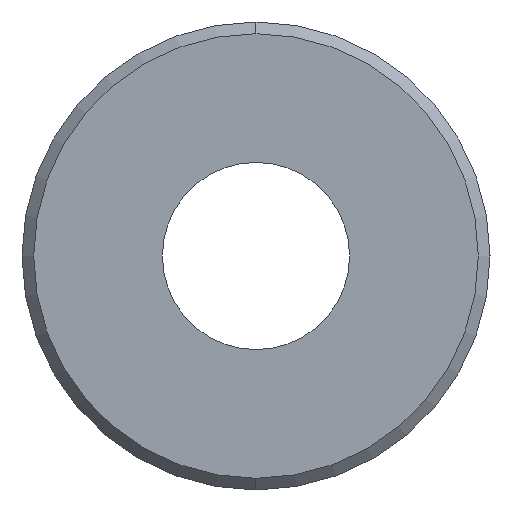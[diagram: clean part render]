
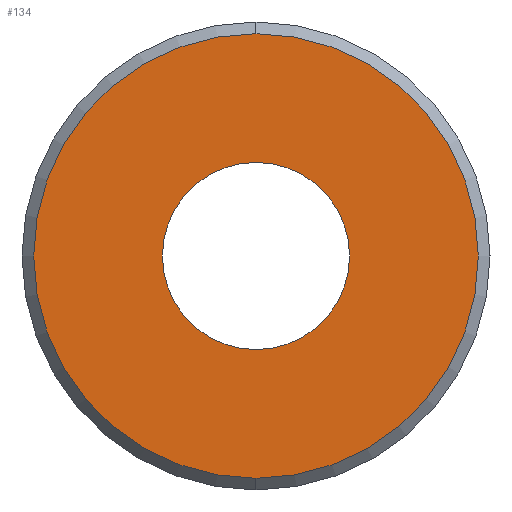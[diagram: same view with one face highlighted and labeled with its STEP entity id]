
A CAD part, left-side view. The second image highlights one B-rep face of the part: STEP entity #134.
In plain terms, the highlighted planar face has unit normal (-1, 0, 0).
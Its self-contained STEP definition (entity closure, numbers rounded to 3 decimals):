
#1=CARTESIAN_POINT('',(-75.,0.,0.));
#2=DIRECTION('',(-1.,0.,0.));
#3=DIRECTION('',(0.,0.,-1.));
#4=AXIS2_PLACEMENT_3D('',#1,#2,#3);
#6=CARTESIAN_POINT('',(-75.,0.,0.));
#7=DIRECTION('',(-1.,0.,0.));
#8=DIRECTION('',(0.,0.,1.));
#9=AXIS2_PLACEMENT_3D('',#6,#7,#8);
#11=CARTESIAN_POINT('',(-75.,0.,0.));
#12=DIRECTION('',(1.,0.,0.));
#13=DIRECTION('',(0.,0.,-1.));
#14=AXIS2_PLACEMENT_3D('',#11,#12,#13);
#21=CARTESIAN_POINT('',(-75.,0.,0.));
#22=DIRECTION('',(1.,0.,0.));
#23=DIRECTION('',(0.,0.,1.));
#24=AXIS2_PLACEMENT_3D('',#21,#22,#23);
#93=CARTESIAN_POINT('',(-75.,0.,-2.));
#94=CARTESIAN_POINT('',(-75.,0.,2.));
#95=VERTEX_POINT('',#93);
#96=VERTEX_POINT('',#94);
#109=CARTESIAN_POINT('',(-75.,0.,-4.75));
#110=CARTESIAN_POINT('',(-75.,0.,4.75));
#111=VERTEX_POINT('',#109);
#112=VERTEX_POINT('',#110);
#117=CARTESIAN_POINT('',(-75.,0.,0.));
#118=DIRECTION('',(1.,0.,0.));
#119=DIRECTION('',(0.,0.,-1.));
#120=AXIS2_PLACEMENT_3D('',#117,#118,#119);
#121=PLANE('',#120);
#123=ORIENTED_EDGE('',*,*,#122,.T.);
#125=ORIENTED_EDGE('',*,*,#124,.T.);
#126=EDGE_LOOP('',(#123,#125));
#127=FACE_OUTER_BOUND('',#126,.F.);
#129=ORIENTED_EDGE('',*,*,#128,.T.);
#131=ORIENTED_EDGE('',*,*,#130,.T.);
#132=EDGE_LOOP('',(#129,#131));
#133=FACE_BOUND('',#132,.F.);
#134=ADVANCED_FACE('',(#127,#133),#121,.F.);
#5=CIRCLE('',#4,2.);
#10=CIRCLE('',#9,2.);
#15=CIRCLE('',#14,4.75);
#25=CIRCLE('',#24,4.75);
#122=EDGE_CURVE('',#111,#112,#15,.T.);
#124=EDGE_CURVE('',#112,#111,#25,.T.);
#128=EDGE_CURVE('',#95,#96,#5,.T.);
#130=EDGE_CURVE('',#96,#95,#10,.T.);
